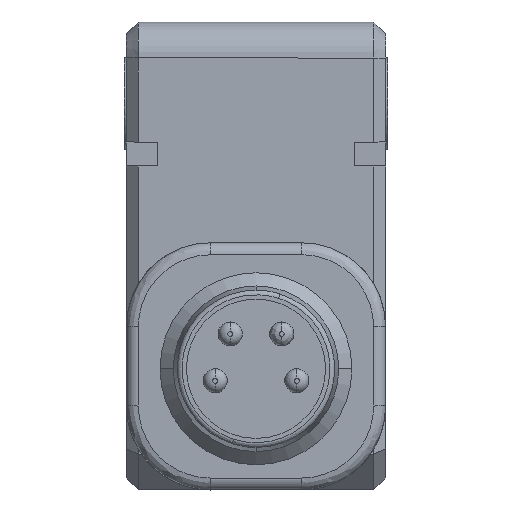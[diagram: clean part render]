
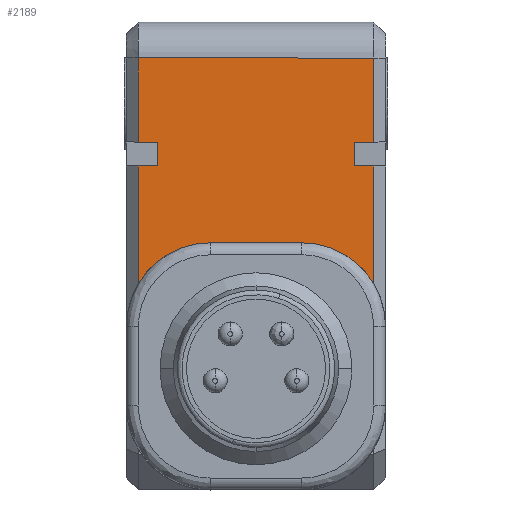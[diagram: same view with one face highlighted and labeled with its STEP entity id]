
A CAD part, front view. The second image highlights one B-rep face of the part: STEP entity #2189.
In plain terms, the highlighted planar face has unit normal (0, -1, 0).
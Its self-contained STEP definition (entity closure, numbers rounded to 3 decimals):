
#104 = CARTESIAN_POINT ( 'NONE',  ( 4.9, -15.75, -1.5 ) ) ;
#187 = CARTESIAN_POINT ( 'NONE',  ( 0., -15.75, -6. ) ) ;
#200 = VERTEX_POINT ( 'NONE', #7010 ) ;
#253 = DIRECTION ( 'NONE',  ( 1., 0., 0. ) ) ;
#289 = EDGE_CURVE ( 'NONE', #4413, #8471, #7458, .T. ) ;
#305 = CARTESIAN_POINT ( 'NONE',  ( -4.9, -15.75, -5. ) ) ;
#387 = EDGE_CURVE ( 'NONE', #7313, #5233, #3574, .T. ) ;
#480 = CARTESIAN_POINT ( 'NONE',  ( -1.9, -15.75, -9.2 ) ) ;
#677 = CARTESIAN_POINT ( 'NONE',  ( 4.1, -15.75, -5. ) ) ;
#702 = CARTESIAN_POINT ( 'NONE',  ( -4.9, -15.75, -1.5 ) ) ;
#710 = EDGE_CURVE ( 'NONE', #2844, #1667, #5562, .T. ) ;
#915 = EDGE_CURVE ( 'NONE', #5233, #200, #5918, .T. ) ;
#1046 = VECTOR ( 'NONE', #253, 1000. ) ;
#1062 = CARTESIAN_POINT ( 'NONE',  ( 4.1, -15.75, -6.227 ) ) ;
#1107 = VECTOR ( 'NONE', #7826, 1000. ) ;
#1148 = ORIENTED_EDGE ( 'NONE', *, *, #915, .T. ) ;
#1196 = DIRECTION ( 'NONE',  ( 0., 0., -1. ) ) ;
#1269 = ORIENTED_EDGE ( 'NONE', *, *, #7234, .T. ) ;
#1470 = CARTESIAN_POINT ( 'NONE',  ( 0., -15.75, -1.5 ) ) ;
#1560 = CARTESIAN_POINT ( 'NONE',  ( 0., -15.75, -5. ) ) ;
#1586 = ORIENTED_EDGE ( 'NONE', *, *, #387, .T. ) ;
#1644 = VERTEX_POINT ( 'NONE', #677 ) ;
#1658 = EDGE_CURVE ( 'NONE', #1667, #6637, #5349, .T. ) ;
#1667 = VERTEX_POINT ( 'NONE', #4048 ) ;
#1675 = LINE ( 'NONE', #4355, #3218 ) ;
#1695 = CARTESIAN_POINT ( 'NONE',  ( 4.9, -15.75, -6.227 ) ) ;
#2021 = DIRECTION ( 'NONE',  ( 0., 0., -1. ) ) ;
#2026 = VECTOR ( 'NONE', #3737, 1000. ) ;
#2145 = AXIS2_PLACEMENT_3D ( 'NONE', #2716, #5383, #8041 ) ;
#2189 = ADVANCED_FACE ( 'NONE', ( #4030 ), #6690, .T. ) ;
#2235 = DIRECTION ( 'NONE',  ( 1., 0., 0. ) ) ;
#2272 = ORIENTED_EDGE ( 'NONE', *, *, #5162, .T. ) ;
#2284 = DIRECTION ( 'NONE',  ( 0., 0., 1. ) ) ;
#2309 = VECTOR ( 'NONE', #2235, 1000. ) ;
#2333 = LINE ( 'NONE', #5002, #8083 ) ;
#2501 = VECTOR ( 'NONE', #2021, 1000. ) ;
#2502 = LINE ( 'NONE', #5170, #1107 ) ;
#2516 = VECTOR ( 'NONE', #2861, 1000. ) ;
#2522 = CARTESIAN_POINT ( 'NONE',  ( -4.1, -15.75, -6. ) ) ;
#2540 = ORIENTED_EDGE ( 'NONE', *, *, #1658, .T. ) ;
#2716 = CARTESIAN_POINT ( 'NONE',  ( 1.9, -15.75, -12.7 ) ) ;
#2844 = VERTEX_POINT ( 'NONE', #305 ) ;
#2861 = DIRECTION ( 'NONE',  ( -1., 0., 0. ) ) ;
#3218 = VECTOR ( 'NONE', #7006, 1000. ) ;
#3314 = ORIENTED_EDGE ( 'NONE', *, *, #8404, .T. ) ;
#3373 = DIRECTION ( 'NONE',  ( 0., -1., 0. ) ) ;
#3449 = VERTEX_POINT ( 'NONE', #5478 ) ;
#3574 = LINE ( 'NONE', #6240, #1046 ) ;
#3712 = ORIENTED_EDGE ( 'NONE', *, *, #289, .T. ) ;
#3737 = DIRECTION ( 'NONE',  ( 0., 0., 1. ) ) ;
#3847 = CIRCLE ( 'NONE', #6759, 3.5 ) ;
#4030 = FACE_OUTER_BOUND ( 'NONE', #7739, .T. ) ;
#4048 = CARTESIAN_POINT ( 'NONE',  ( -4.1, -15.75, -5. ) ) ;
#4124 = VECTOR ( 'NONE', #4235, 1000. ) ;
#4147 = DIRECTION ( 'NONE',  ( -1., 0., 0. ) ) ;
#4235 = DIRECTION ( 'NONE',  ( 1., 0., 0. ) ) ;
#4310 = VECTOR ( 'NONE', #4374, 1000. ) ;
#4355 = CARTESIAN_POINT ( 'NONE',  ( -4.9, -15.75, -6.227 ) ) ;
#4374 = DIRECTION ( 'NONE',  ( 0., 0., 1. ) ) ;
#4413 = VERTEX_POINT ( 'NONE', #104 ) ;
#4522 = LINE ( 'NONE', #7183, #6677 ) ;
#5002 = CARTESIAN_POINT ( 'NONE',  ( 0., -15.75, -6. ) ) ;
#5162 = EDGE_CURVE ( 'NONE', #5290, #1644, #7044, .T. ) ;
#5165 = ORIENTED_EDGE ( 'NONE', *, *, #6794, .T. ) ;
#5170 = CARTESIAN_POINT ( 'NONE',  ( 4.9, -15.75, -6.227 ) ) ;
#5233 = VERTEX_POINT ( 'NONE', #5825 ) ;
#5290 = VERTEX_POINT ( 'NONE', #5910 ) ;
#5336 = CARTESIAN_POINT ( 'NONE',  ( -4.9, -15.75, -6. ) ) ;
#5349 = LINE ( 'NONE', #8004, #2501 ) ;
#5383 = DIRECTION ( 'NONE',  ( 0., 1., 0. ) ) ;
#5478 = CARTESIAN_POINT ( 'NONE',  ( 4.9, -15.75, -6. ) ) ;
#5501 = VECTOR ( 'NONE', #4147, 1000. ) ;
#5562 = LINE ( 'NONE', #8213, #2309 ) ;
#5612 = CARTESIAN_POINT ( 'NONE',  ( -1.9, -15.75, -12.7 ) ) ;
#5678 = CARTESIAN_POINT ( 'NONE',  ( 4.9, -15.75, -5. ) ) ;
#5747 = VERTEX_POINT ( 'NONE', #5336 ) ;
#5825 = CARTESIAN_POINT ( 'NONE',  ( 1.9, -15.75, -9.2 ) ) ;
#5849 = EDGE_CURVE ( 'NONE', #1644, #5902, #7550, .T. ) ;
#5902 = VERTEX_POINT ( 'NONE', #5678 ) ;
#5910 = CARTESIAN_POINT ( 'NONE',  ( 4.1, -15.75, -6. ) ) ;
#5918 = CIRCLE ( 'NONE', #2145, 3.5 ) ;
#5932 = CARTESIAN_POINT ( 'NONE',  ( -4.9, -15.75, -10.897 ) ) ;
#5952 = CARTESIAN_POINT ( 'NONE',  ( -4.9, -15.75, -1.5 ) ) ;
#6032 = DIRECTION ( 'NONE',  ( 0., 0., -1. ) ) ;
#6055 = ORIENTED_EDGE ( 'NONE', *, *, #6898, .T. ) ;
#6111 = ORIENTED_EDGE ( 'NONE', *, *, #5849, .T. ) ;
#6178 = LINE ( 'NONE', #187, #2516 ) ;
#6240 = CARTESIAN_POINT ( 'NONE',  ( 0., -15.75, -9.2 ) ) ;
#6295 = ORIENTED_EDGE ( 'NONE', *, *, #6899, .T. ) ;
#6311 = VERTEX_POINT ( 'NONE', #5932 ) ;
#6637 = VERTEX_POINT ( 'NONE', #2522 ) ;
#6677 = VECTOR ( 'NONE', #1196, 1000. ) ;
#6678 = AXIS2_PLACEMENT_3D ( 'NONE', #702, #3373, #6032 ) ;
#6690 = PLANE ( 'NONE',  #6678 ) ;
#6759 = AXIS2_PLACEMENT_3D ( 'NONE', #5612, #8261, #2284 ) ;
#6794 = EDGE_CURVE ( 'NONE', #6637, #5747, #6178, .T. ) ;
#6890 = ORIENTED_EDGE ( 'NONE', *, *, #710, .T. ) ;
#6898 = EDGE_CURVE ( 'NONE', #3449, #5290, #2333, .T. ) ;
#6899 = EDGE_CURVE ( 'NONE', #5747, #6311, #1675, .T. ) ;
#7006 = DIRECTION ( 'NONE',  ( 0., 0., -1. ) ) ;
#7010 = CARTESIAN_POINT ( 'NONE',  ( 4.9, -15.75, -10.897 ) ) ;
#7014 = EDGE_CURVE ( 'NONE', #8471, #2844, #4522, .T. ) ;
#7044 = LINE ( 'NONE', #1062, #2026 ) ;
#7183 = CARTESIAN_POINT ( 'NONE',  ( -4.9, -15.75, -6.227 ) ) ;
#7234 = EDGE_CURVE ( 'NONE', #200, #3449, #7687, .T. ) ;
#7313 = VERTEX_POINT ( 'NONE', #480 ) ;
#7458 = LINE ( 'NONE', #1470, #5501 ) ;
#7550 = LINE ( 'NONE', #1560, #4124 ) ;
#7667 = DIRECTION ( 'NONE',  ( -1., 0., 0. ) ) ;
#7687 = LINE ( 'NONE', #1695, #4310 ) ;
#7739 = EDGE_LOOP ( 'NONE', ( #5165, #6295, #8378, #1586, #1148, #1269, #6055, #2272, #6111, #3314, #3712, #8403, #6890, #2540 ) ) ;
#7826 = DIRECTION ( 'NONE',  ( 0., 0., 1. ) ) ;
#7967 = EDGE_CURVE ( 'NONE', #6311, #7313, #3847, .T. ) ;
#8004 = CARTESIAN_POINT ( 'NONE',  ( -4.1, -15.75, -6.227 ) ) ;
#8041 = DIRECTION ( 'NONE',  ( 0., 0., 1. ) ) ;
#8083 = VECTOR ( 'NONE', #7667, 1000. ) ;
#8213 = CARTESIAN_POINT ( 'NONE',  ( 0., -15.75, -5. ) ) ;
#8261 = DIRECTION ( 'NONE',  ( 0., 1., 0. ) ) ;
#8378 = ORIENTED_EDGE ( 'NONE', *, *, #7967, .T. ) ;
#8403 = ORIENTED_EDGE ( 'NONE', *, *, #7014, .T. ) ;
#8404 = EDGE_CURVE ( 'NONE', #5902, #4413, #2502, .T. ) ;
#8471 = VERTEX_POINT ( 'NONE', #5952 ) ;
